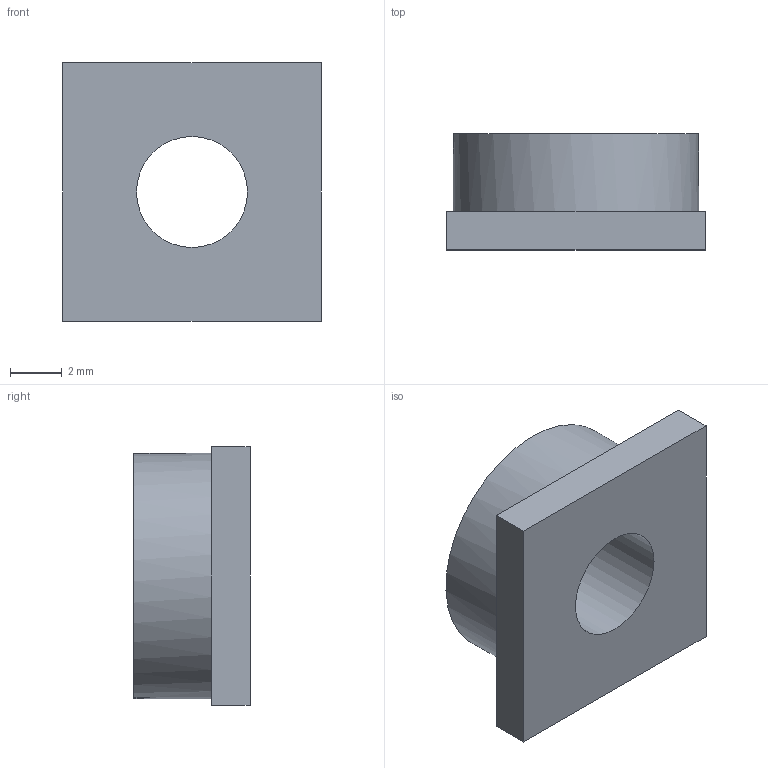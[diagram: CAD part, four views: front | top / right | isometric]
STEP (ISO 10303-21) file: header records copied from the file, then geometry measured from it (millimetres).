
FILE_DESCRIPTION( ( 'STEP AP214' ), '1' );
FILE_NAME( 'K1281.910.stp', '2020-12-10T11:05:07', ( '' ), ( '' ), ' ', 'PARTsolutions', ' ' );
FILE_SCHEMA( ( 'AUTOMOTIVE_DESIGN { 1 0 10303 214 1 1 1 1 }' ) );
Length unit declared in the file: millimetre
Products named in the file (1): _K1281.910
Bounding box: 10 x 4.5 x 10 mm (x, y, z)
Volume: 282.5 mm3; surface area: 389.5 mm2
Topology: 1 solids, 1 shells, 17 faces, 41 edges, 27 vertices
Faces by surface type: plane 10, bspline 4, cylinder 3
Full cylindrical faces by diameter (mm): 4.3 x1, 6 x1, 9.5 x1
Entity records: 668 total; most frequent: CARTESIAN_POINT 162, ORIENTED_EDGE 74, DIRECTION 58, EDGE_CURVE 37, VERTEX_POINT 26, EDGE_LOOP 23, AXIS2_PLACEMENT_3D 20, FACE_OUTER_BOUND 20
